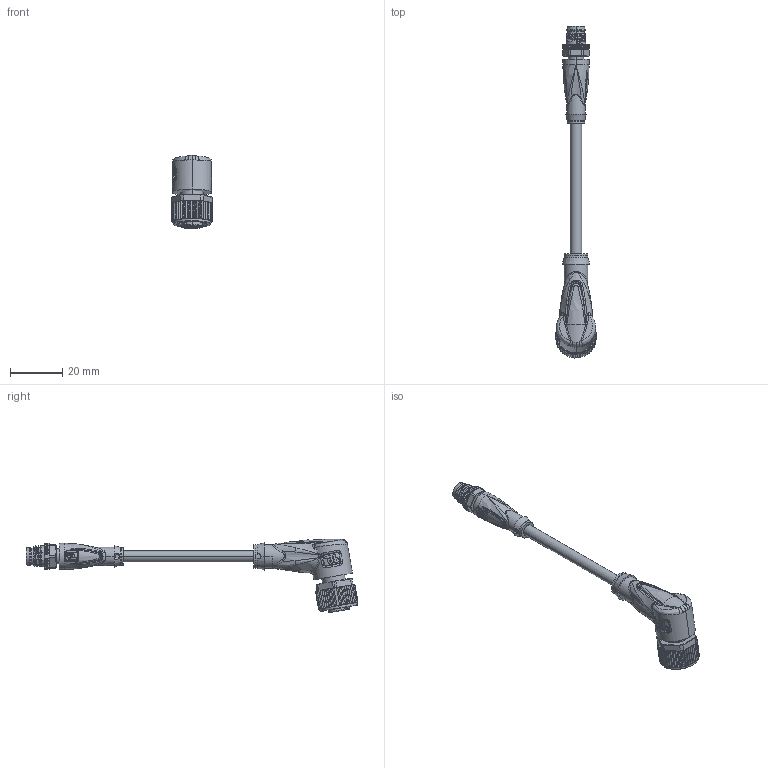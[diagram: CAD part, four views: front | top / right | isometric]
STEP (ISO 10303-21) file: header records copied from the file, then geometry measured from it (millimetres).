
FILE_DESCRIPTION(('STEP AP214'),'1');
FILE_NAME('cctmp_F1479A0C-065E-4BDE-9EDC-24010EA5B5A3_2022_04_27_10_55_40_0003..stp','2022-04-27T08:55:48',('KiM GmbH'),('CADClick - www.CADClick.com'),'Spatial InterOp 3D postprocessed',' ','unknown authorization');
FILE_SCHEMA(('AUTOMOTIVE_DESIGN'));
Length unit declared in the file: millimetre
Products named in the file (10): Connection2; Connection2_2; Connection2_1; T196142_1; Cable; Connection1; Connection1_3; Connection1_2; Connection1_1; T196142
Assembly tree (9 placements, depth 4):
  T196142
    T196142_1
      Connection2
        Connection2_2
        Connection2_1
      Cable
      Connection1
        Connection1_3
        Connection1_2
        Connection1_1
Bounding box: 15.4 x 127.16 x 28.05 mm (x, y, z)
Volume: 9095.9 mm3; surface area: 7439.1 mm2
Topology: 10 solids, 32 shells, 1903 faces, 4940 edges, 3128 vertices
Faces by surface type: plane 854, cylinder 355, bspline 263, torus 258, cone 147, extrusion 16, sphere 10
Entity records: 99168 total; most frequent: CARTESIAN_POINT 46318, ORIENTED_EDGE 9802, DIRECTION 8463, EDGE_CURVE 4923, VERTEX_POINT 3128, AXIS2_PLACEMENT_3D 3010, STYLED_ITEM 2553, PRESENTATION_STYLE_ASSIGNMENT 2553
